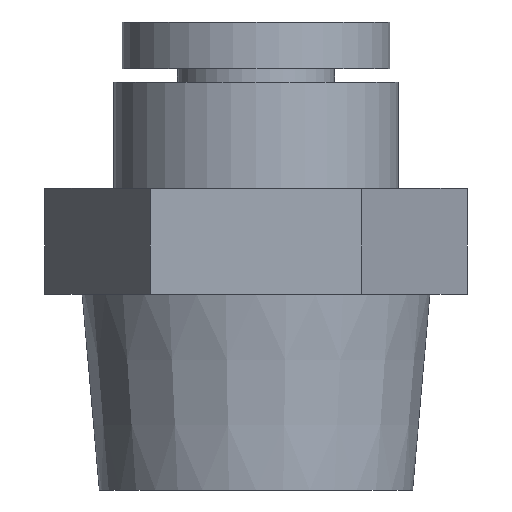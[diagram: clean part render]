
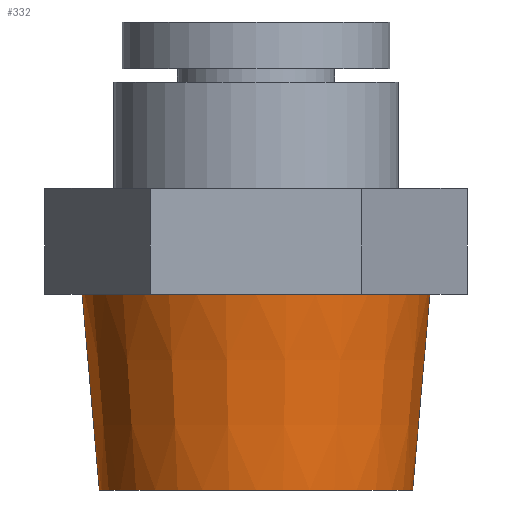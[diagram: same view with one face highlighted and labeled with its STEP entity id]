
A CAD part, front view. The second image highlights one B-rep face of the part: STEP entity #332.
In plain terms, the highlighted conical face has half-angle 5 degrees and reference radius 5.2 mm.
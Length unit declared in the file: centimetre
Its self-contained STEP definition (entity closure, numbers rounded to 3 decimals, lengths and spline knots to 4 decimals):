
#140=CONICAL_SURFACE('',#357,0.52,0.087);
#161=VERTEX_POINT('',#454);
#162=VERTEX_POINT('',#456);
#183=CIRCLE('',#358,0.4688);
#184=CIRCLE('',#359,0.52);
#193=EDGE_CURVE('',#161,#161,#183,.T.);
#194=EDGE_CURVE('',#162,#162,#184,.T.);
#227=ORIENTED_EDGE('',*,*,#193,.T.);
#228=ORIENTED_EDGE('',*,*,#194,.F.);
#283=EDGE_LOOP('',(#227));
#284=EDGE_LOOP('',(#228));
#311=FACE_BOUND('',#283,.T.);
#312=FACE_BOUND('',#284,.T.);
#332=ADVANCED_FACE('',(#311,#312),#140,.T.);
#357=AXIS2_PLACEMENT_3D('',#452,#396,#397);
#358=AXIS2_PLACEMENT_3D('',#453,#398,#399);
#359=AXIS2_PLACEMENT_3D('',#455,#400,#401);
#396=DIRECTION('',(0.,0.,1.));
#397=DIRECTION('',(-0.52,0.,0.));
#398=DIRECTION('',(0.,0.,1.));
#399=DIRECTION('',(-0.469,0.,0.));
#400=DIRECTION('',(0.,0.,1.));
#401=DIRECTION('',(-0.52,0.,0.));
#452=CARTESIAN_POINT('',(0.,0.,0.));
#453=CARTESIAN_POINT('',(0.,0.,-0.585));
#454=CARTESIAN_POINT('',(-0.4688,0.,-0.585));
#455=CARTESIAN_POINT('',(0.,0.,0.));
#456=CARTESIAN_POINT('',(-0.52,0.,0.));
